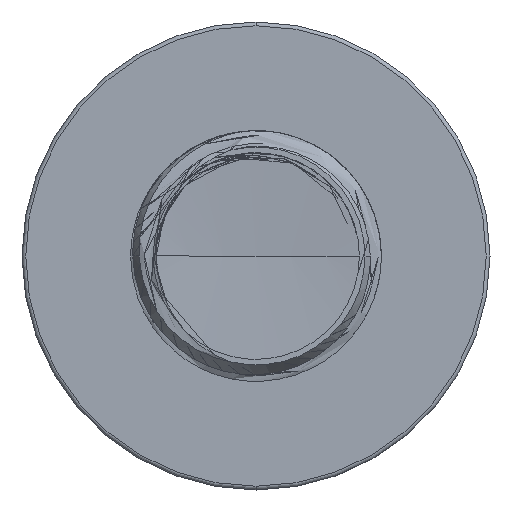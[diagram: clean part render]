
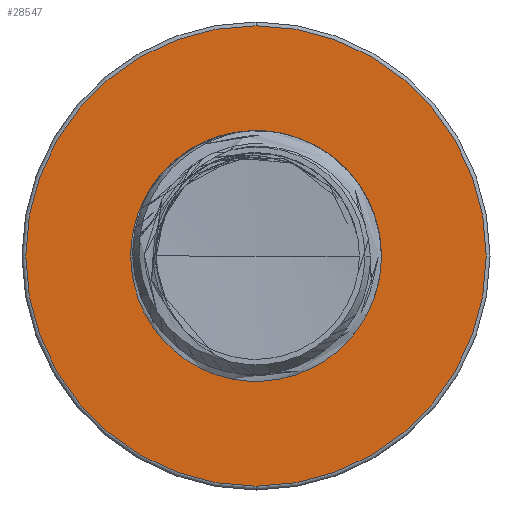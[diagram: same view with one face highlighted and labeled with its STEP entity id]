
A CAD part, front view. The second image highlights one B-rep face of the part: STEP entity #28547.
In plain terms, the highlighted planar face has unit normal (0, -1, 0).
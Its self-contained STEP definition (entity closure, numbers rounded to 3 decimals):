
#973 = DIRECTION ( 'NONE',  ( 0., 0., -1. ) ) ;
#3697 = ORIENTED_EDGE ( 'NONE', *, *, #21585, .T. ) ;
#4396 = DIRECTION ( 'NONE',  ( 0., -1., 0. ) ) ;
#4509 = CARTESIAN_POINT ( 'NONE',  ( 0., 20., -1.436 ) ) ;
#5554 = CARTESIAN_POINT ( 'NONE',  ( 0., 20., 1.436 ) ) ;
#6306 = EDGE_CURVE ( 'NONE', #7607, #31170, #40178, .T. ) ;
#6475 = CARTESIAN_POINT ( 'NONE',  ( 0., 20., 0. ) ) ;
#6479 = EDGE_LOOP ( 'NONE', ( #3697, #33688 ) ) ;
#7607 = VERTEX_POINT ( 'NONE', #9957 ) ;
#8292 = CARTESIAN_POINT ( 'NONE',  ( 0., 20., 0. ) ) ;
#9862 = DIRECTION ( 'NONE',  ( 0., 0., -1. ) ) ;
#9957 = CARTESIAN_POINT ( 'NONE',  ( 0., 20., 2.755 ) ) ;
#11673 = DIRECTION ( 'NONE',  ( 0., 0., -1. ) ) ;
#11931 = AXIS2_PLACEMENT_3D ( 'NONE', #8292, #30978, #11673 ) ;
#12995 = CIRCLE ( 'NONE', #33805, 1.436 ) ;
#13775 = CARTESIAN_POINT ( 'NONE',  ( 0., 20., -2.755 ) ) ;
#17075 = VERTEX_POINT ( 'NONE', #4509 ) ;
#18312 = EDGE_CURVE ( 'NONE', #38208, #17075, #24287, .T. ) ;
#18681 = CIRCLE ( 'NONE', #11931, 2.755 ) ;
#20510 = DIRECTION ( 'NONE',  ( 0., -1., 0. ) ) ;
#20885 = CARTESIAN_POINT ( 'NONE',  ( 0., 20., 1.436 ) ) ;
#21585 = EDGE_CURVE ( 'NONE', #31170, #7607, #18681, .T. ) ;
#21629 = FACE_BOUND ( 'NONE', #24464, .T. ) ;
#21764 = AXIS2_PLACEMENT_3D ( 'NONE', #20885, #4396, #27329 ) ;
#24287 = CIRCLE ( 'NONE', #25339, 1.436 ) ;
#24307 = ORIENTED_EDGE ( 'NONE', *, *, #35313, .F. ) ;
#24464 = EDGE_LOOP ( 'NONE', ( #24307, #29461 ) ) ;
#25274 = DIRECTION ( 'NONE',  ( 0., 0., -1. ) ) ;
#25339 = AXIS2_PLACEMENT_3D ( 'NONE', #6475, #29325, #9862 ) ;
#25364 = DIRECTION ( 'NONE',  ( 0., -1., 0. ) ) ;
#25417 = CARTESIAN_POINT ( 'NONE',  ( 0., 20., 0. ) ) ;
#27329 = DIRECTION ( 'NONE',  ( 0., 0., -1. ) ) ;
#28547 = ADVANCED_FACE ( 'NONE', ( #37743, #21629 ), #38738, .T. ) ;
#29325 = DIRECTION ( 'NONE',  ( 0., -1., 0. ) ) ;
#29461 = ORIENTED_EDGE ( 'NONE', *, *, #18312, .F. ) ;
#30978 = DIRECTION ( 'NONE',  ( 0., -1., 0. ) ) ;
#31170 = VERTEX_POINT ( 'NONE', #13775 ) ;
#33217 = AXIS2_PLACEMENT_3D ( 'NONE', #25417, #25364, #25274 ) ;
#33688 = ORIENTED_EDGE ( 'NONE', *, *, #6306, .T. ) ;
#33805 = AXIS2_PLACEMENT_3D ( 'NONE', #38647, #20510, #973 ) ;
#35313 = EDGE_CURVE ( 'NONE', #17075, #38208, #12995, .T. ) ;
#37743 = FACE_OUTER_BOUND ( 'NONE', #6479, .T. ) ;
#38208 = VERTEX_POINT ( 'NONE', #5554 ) ;
#38647 = CARTESIAN_POINT ( 'NONE',  ( 0., 20., 0. ) ) ;
#38738 = PLANE ( 'NONE',  #21764 ) ;
#40178 = CIRCLE ( 'NONE', #33217, 2.755 ) ;
